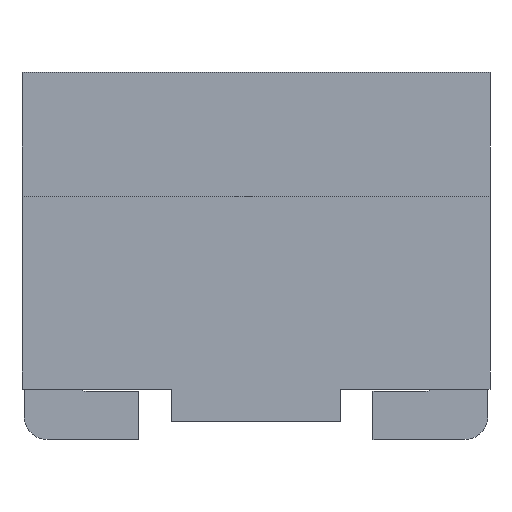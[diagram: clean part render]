
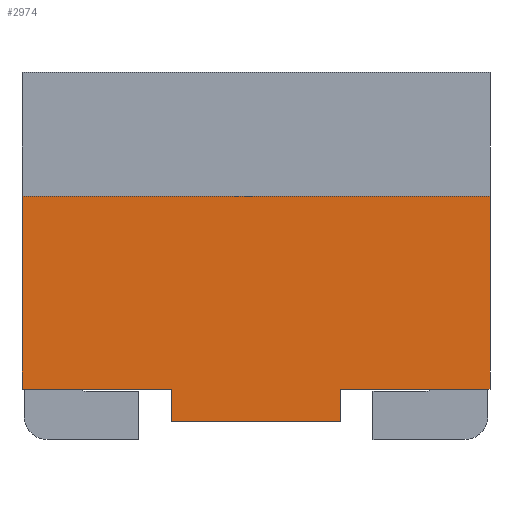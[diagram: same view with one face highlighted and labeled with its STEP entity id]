
A CAD part, front view. The second image highlights one B-rep face of the part: STEP entity #2974.
In plain terms, the highlighted planar face has unit normal (0, -1, 0).
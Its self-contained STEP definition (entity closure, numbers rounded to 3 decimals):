
#132=ORIENTED_EDGE('',*,*,#714,.F.);
#133=ORIENTED_EDGE('',*,*,#738,.F.);
#134=ORIENTED_EDGE('',*,*,#741,.F.);
#135=ORIENTED_EDGE('',*,*,#742,.F.);
#136=ORIENTED_EDGE('',*,*,#743,.F.);
#137=ORIENTED_EDGE('',*,*,#744,.F.);
#138=ORIENTED_EDGE('',*,*,#745,.F.);
#139=ORIENTED_EDGE('',*,*,#735,.F.);
#714=EDGE_CURVE('',#1022,#1023,#1225,.T.);
#735=EDGE_CURVE('',#1023,#1041,#1246,.T.);
#738=EDGE_CURVE('',#1042,#1022,#1249,.T.);
#741=EDGE_CURVE('',#1044,#1042,#1252,.T.);
#742=EDGE_CURVE('',#1045,#1044,#1253,.T.);
#743=EDGE_CURVE('',#1046,#1045,#1254,.T.);
#744=EDGE_CURVE('',#1047,#1046,#1255,.T.);
#745=EDGE_CURVE('',#1041,#1047,#1256,.T.);
#1022=VERTEX_POINT('',#3736);
#1023=VERTEX_POINT('',#3738);
#1041=VERTEX_POINT('',#3780);
#1042=VERTEX_POINT('',#3786);
#1044=VERTEX_POINT('',#3792);
#1045=VERTEX_POINT('',#3794);
#1046=VERTEX_POINT('',#3796);
#1047=VERTEX_POINT('',#3798);
#1225=LINE('',#3737,#1485);
#1246=LINE('',#3779,#1506);
#1249=LINE('',#3785,#1509);
#1252=LINE('',#3791,#1512);
#1253=LINE('',#3793,#1513);
#1254=LINE('',#3795,#1514);
#1255=LINE('',#3797,#1515);
#1256=LINE('',#3799,#1516);
#1485=VECTOR('',#3228,1000.);
#1506=VECTOR('',#3255,1000.);
#1509=VECTOR('',#3262,1000.);
#1512=VECTOR('',#3267,1000.);
#1513=VECTOR('',#3268,1000.);
#1514=VECTOR('',#3269,1000.);
#1515=VECTOR('',#3270,1000.);
#1516=VECTOR('',#3271,1000.);
#1750=EDGE_LOOP('',(#132,#133,#134,#135,#136,#137,#138,#139));
#1885=FACE_BOUND('',#1750,.T.);
#2019=PLANE('',#3105);
#2974=ADVANCED_FACE('',(#1885),#2019,.F.);
#3105=AXIS2_PLACEMENT_3D('',#3790,#3265,#3266);
#3228=DIRECTION('',(1.,0.,0.));
#3255=DIRECTION('',(0.,0.,-1.));
#3262=DIRECTION('',(0.,0.,1.));
#3265=DIRECTION('',(0.,1.,0.));
#3266=DIRECTION('',(0.,0.,1.));
#3267=DIRECTION('',(-1.,0.,0.));
#3268=DIRECTION('',(0.,0.,1.));
#3269=DIRECTION('',(-1.,0.,0.));
#3270=DIRECTION('',(0.,0.,-1.));
#3271=DIRECTION('',(-1.,0.,0.));
#3736=CARTESIAN_POINT('',(-5.1,-4.05,4.899));
#3737=CARTESIAN_POINT('',(-5.1,-4.05,4.899));
#3738=CARTESIAN_POINT('',(5.1,-4.05,4.899));
#3779=CARTESIAN_POINT('',(5.1,-4.05,7.6));
#3780=CARTESIAN_POINT('',(5.1,-4.05,0.7));
#3785=CARTESIAN_POINT('',(-5.1,-4.05,0.7));
#3786=CARTESIAN_POINT('',(-5.1,-4.05,0.7));
#3790=CARTESIAN_POINT('',(0.,-4.05,0.));
#3791=CARTESIAN_POINT('',(-1.85,-4.05,0.7));
#3792=CARTESIAN_POINT('',(-1.85,-4.05,0.7));
#3793=CARTESIAN_POINT('',(-1.85,-4.05,0.));
#3794=CARTESIAN_POINT('',(-1.85,-4.05,0.));
#3795=CARTESIAN_POINT('',(1.85,-4.05,0.));
#3796=CARTESIAN_POINT('',(1.85,-4.05,0.));
#3797=CARTESIAN_POINT('',(1.85,-4.05,0.));
#3798=CARTESIAN_POINT('',(1.85,-4.05,0.7));
#3799=CARTESIAN_POINT('',(1.85,-4.05,0.7));
